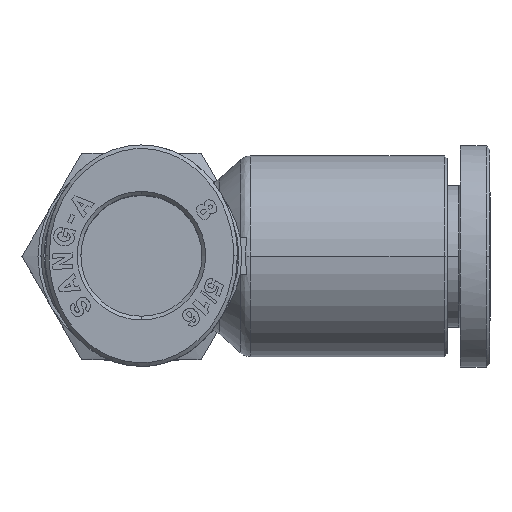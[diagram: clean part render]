
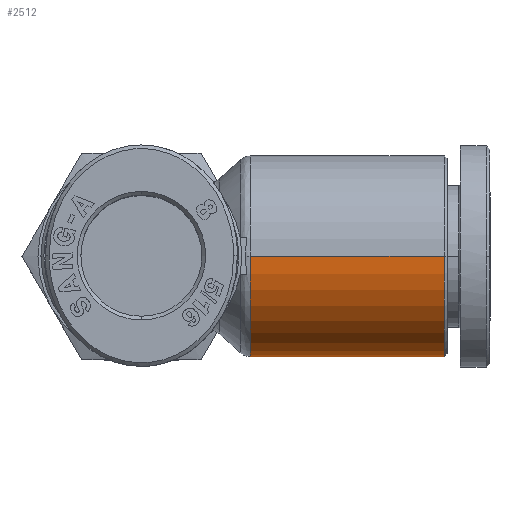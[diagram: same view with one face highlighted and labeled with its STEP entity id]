
A CAD part, top view. The second image highlights one B-rep face of the part: STEP entity #2512.
In plain terms, the highlighted cylindrical face has radius 6.8 mm (diameter 13.6 mm), a partial arc.
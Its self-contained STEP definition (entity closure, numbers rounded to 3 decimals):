
#612 = VECTOR ( 'NONE', #20204, 1000. ) ;
#2512 = ADVANCED_FACE ( 'NONE', ( #24923 ), #16008, .T. ) ;
#3017 = CARTESIAN_POINT ( 'NONE',  ( -0.089, 0., 6.8 ) ) ;
#3881 = VERTEX_POINT ( 'NONE', #13815 ) ;
#6803 = CIRCLE ( 'NONE', #15766, 6.8 ) ;
#7370 = LINE ( 'NONE', #22193, #612 ) ;
#7572 = CARTESIAN_POINT ( 'NONE',  ( 13.028, 0., 0. ) ) ;
#7838 = DIRECTION ( 'NONE',  ( -1., 0., 0. ) ) ;
#7935 = DIRECTION ( 'NONE',  ( 0., 0., -1. ) ) ;
#7974 = EDGE_CURVE ( 'NONE', #3881, #23712, #6803, .T. ) ;
#8338 = ORIENTED_EDGE ( 'NONE', *, *, #12006, .F. ) ;
#9351 = EDGE_CURVE ( 'NONE', #3881, #22296, #23742, .T. ) ;
#9424 = DIRECTION ( 'NONE',  ( 1., 0., 0. ) ) ;
#10068 = EDGE_CURVE ( 'NONE', #22296, #14613, #26886, .T. ) ;
#11641 = VECTOR ( 'NONE', #9424, 1000. ) ;
#11913 = CARTESIAN_POINT ( 'NONE',  ( 13.028, 0., 6.8 ) ) ;
#12006 = EDGE_CURVE ( 'NONE', #23712, #14613, #7370, .T. ) ;
#12033 = CARTESIAN_POINT ( 'NONE',  ( 5.528, 0., -6.8 ) ) ;
#12248 = CARTESIAN_POINT ( 'NONE',  ( 5.528, 0., 0. ) ) ;
#12858 = ORIENTED_EDGE ( 'NONE', *, *, #9351, .T. ) ;
#13815 = CARTESIAN_POINT ( 'NONE',  ( -0.089, 0., -6.8 ) ) ;
#13829 = CARTESIAN_POINT ( 'NONE',  ( 13.028, 0., -6.8 ) ) ;
#14613 = VERTEX_POINT ( 'NONE', #11913 ) ;
#14655 = CARTESIAN_POINT ( 'NONE',  ( -0.089, 0., 0. ) ) ;
#14857 = DIRECTION ( 'NONE',  ( -1., 0., 0. ) ) ;
#15766 = AXIS2_PLACEMENT_3D ( 'NONE', #14655, #7838, #7935 ) ;
#16008 = CYLINDRICAL_SURFACE ( 'NONE', #17055, 6.8 ) ;
#17055 = AXIS2_PLACEMENT_3D ( 'NONE', #12248, #23585, #25867 ) ;
#20204 = DIRECTION ( 'NONE',  ( 1., 0., 0. ) ) ;
#20587 = EDGE_LOOP ( 'NONE', ( #8338, #23878, #12858, #22744 ) ) ;
#21829 = DIRECTION ( 'NONE',  ( 0., 0., -1. ) ) ;
#22193 = CARTESIAN_POINT ( 'NONE',  ( 5.528, 0., 6.8 ) ) ;
#22296 = VERTEX_POINT ( 'NONE', #13829 ) ;
#22744 = ORIENTED_EDGE ( 'NONE', *, *, #10068, .T. ) ;
#23585 = DIRECTION ( 'NONE',  ( 1., 0., 0. ) ) ;
#23712 = VERTEX_POINT ( 'NONE', #3017 ) ;
#23742 = LINE ( 'NONE', #12033, #11641 ) ;
#23878 = ORIENTED_EDGE ( 'NONE', *, *, #7974, .F. ) ;
#24923 = FACE_OUTER_BOUND ( 'NONE', #20587, .T. ) ;
#24969 = AXIS2_PLACEMENT_3D ( 'NONE', #7572, #14857, #21829 ) ;
#25867 = DIRECTION ( 'NONE',  ( 0., 0., -1. ) ) ;
#26886 = CIRCLE ( 'NONE', #24969, 6.8 ) ;
